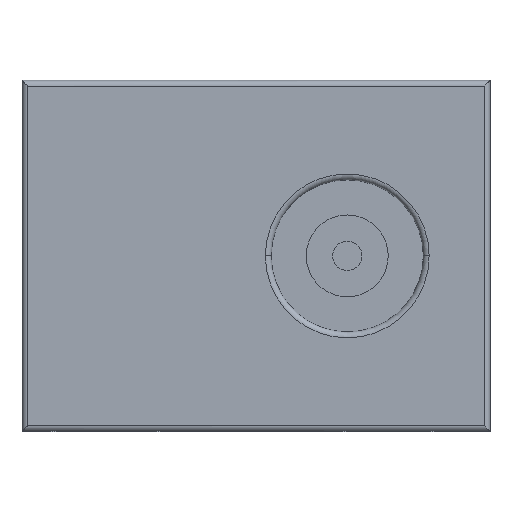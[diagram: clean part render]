
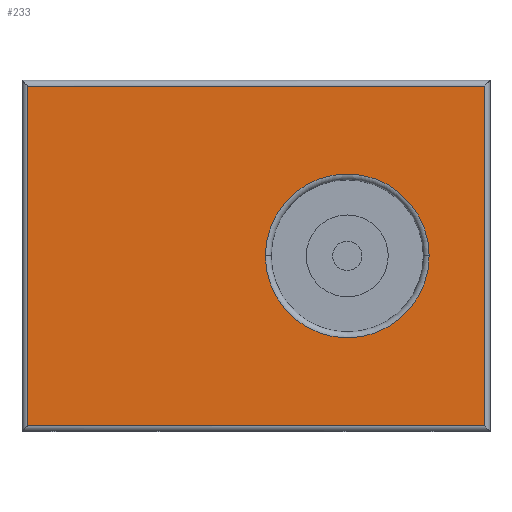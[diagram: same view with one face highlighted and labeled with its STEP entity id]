
A CAD part, top view. The second image highlights one B-rep face of the part: STEP entity #233.
In plain terms, the highlighted planar face has unit normal (0, 0, 1).
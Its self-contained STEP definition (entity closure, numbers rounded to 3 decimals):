
#90 = VECTOR ( 'NONE', #1040, 1000. ) ;
#186 = EDGE_LOOP ( 'NONE', ( #3374, #2200 ) ) ;
#233 = ADVANCED_FACE ( 'NONE', ( #4723, #6971 ), #4314, .T. ) ;
#506 = LINE ( 'NONE', #5620, #6376 ) ;
#568 = LINE ( 'NONE', #1180, #4360 ) ;
#820 = DIRECTION ( 'NONE',  ( 1., 0., 0. ) ) ;
#1040 = DIRECTION ( 'NONE',  ( 0., 1., 0. ) ) ;
#1180 = CARTESIAN_POINT ( 'NONE',  ( 2., -1.44, 2.6 ) ) ;
#1223 = EDGE_CURVE ( 'NONE', #3887, #4499, #5787, .T. ) ;
#1418 = VERTEX_POINT ( 'NONE', #5335 ) ;
#1451 = DIRECTION ( 'NONE',  ( 1., 0., 0. ) ) ;
#1487 = CARTESIAN_POINT ( 'NONE',  ( -1.95, -1.44, 2.6 ) ) ;
#1575 = DIRECTION ( 'NONE',  ( 1., 0., 0. ) ) ;
#1835 = CARTESIAN_POINT ( 'NONE',  ( 1.48, 0.01, 2.6 ) ) ;
#1869 = CARTESIAN_POINT ( 'NONE',  ( 1.95, -1.44, 2.6 ) ) ;
#2023 = CARTESIAN_POINT ( 'NONE',  ( 1.95, 1.51, 2.6 ) ) ;
#2098 = ORIENTED_EDGE ( 'NONE', *, *, #4415, .T. ) ;
#2200 = ORIENTED_EDGE ( 'NONE', *, *, #6124, .T. ) ;
#2348 = VERTEX_POINT ( 'NONE', #3149 ) ;
#2362 = CIRCLE ( 'NONE', #4137, 0.7 ) ;
#2431 = ORIENTED_EDGE ( 'NONE', *, *, #6909, .T. ) ;
#2960 = EDGE_CURVE ( 'NONE', #1418, #2348, #506, .T. ) ;
#2973 = VECTOR ( 'NONE', #6228, 1000. ) ;
#3149 = CARTESIAN_POINT ( 'NONE',  ( -1.95, 1.46, 2.6 ) ) ;
#3179 = CARTESIAN_POINT ( 'NONE',  ( 0.08, 0.01, 2.6 ) ) ;
#3374 = ORIENTED_EDGE ( 'NONE', *, *, #1223, .T. ) ;
#3466 = ORIENTED_EDGE ( 'NONE', *, *, #4956, .T. ) ;
#3499 = LINE ( 'NONE', #3960, #2973 ) ;
#3522 = AXIS2_PLACEMENT_3D ( 'NONE', #6774, #5602, #6702 ) ;
#3716 = EDGE_LOOP ( 'NONE', ( #3466, #5003, #2098, #2431 ) ) ;
#3782 = DIRECTION ( 'NONE',  ( 0., 0., -1. ) ) ;
#3785 = DIRECTION ( 'NONE',  ( -1., 0., 0. ) ) ;
#3815 = CARTESIAN_POINT ( 'NONE',  ( 0.78, 0.01, 2.6 ) ) ;
#3820 = LINE ( 'NONE', #2023, #90 ) ;
#3864 = VERTEX_POINT ( 'NONE', #1869 ) ;
#3887 = VERTEX_POINT ( 'NONE', #1835 ) ;
#3960 = CARTESIAN_POINT ( 'NONE',  ( -1.95, -1.49, 2.6 ) ) ;
#4137 = AXIS2_PLACEMENT_3D ( 'NONE', #3815, #3782, #1451 ) ;
#4314 = PLANE ( 'NONE',  #5561 ) ;
#4360 = VECTOR ( 'NONE', #1575, 1000. ) ;
#4415 = EDGE_CURVE ( 'NONE', #2348, #6103, #3499, .T. ) ;
#4499 = VERTEX_POINT ( 'NONE', #3179 ) ;
#4723 = FACE_BOUND ( 'NONE', #186, .T. ) ;
#4809 = DIRECTION ( 'NONE',  ( 0., 0., 1. ) ) ;
#4956 = EDGE_CURVE ( 'NONE', #3864, #1418, #3820, .T. ) ;
#5003 = ORIENTED_EDGE ( 'NONE', *, *, #2960, .T. ) ;
#5335 = CARTESIAN_POINT ( 'NONE',  ( 1.95, 1.46, 2.6 ) ) ;
#5561 = AXIS2_PLACEMENT_3D ( 'NONE', #5863, #4809, #820 ) ;
#5602 = DIRECTION ( 'NONE',  ( 0., 0., -1. ) ) ;
#5620 = CARTESIAN_POINT ( 'NONE',  ( -2., 1.46, 2.6 ) ) ;
#5787 = CIRCLE ( 'NONE', #3522, 0.7 ) ;
#5863 = CARTESIAN_POINT ( 'NONE',  ( 0., 0.01, 2.6 ) ) ;
#6103 = VERTEX_POINT ( 'NONE', #1487 ) ;
#6124 = EDGE_CURVE ( 'NONE', #4499, #3887, #2362, .T. ) ;
#6228 = DIRECTION ( 'NONE',  ( 0., -1., 0. ) ) ;
#6376 = VECTOR ( 'NONE', #3785, 1000. ) ;
#6702 = DIRECTION ( 'NONE',  ( 1., 0., 0. ) ) ;
#6774 = CARTESIAN_POINT ( 'NONE',  ( 0.78, 0.01, 2.6 ) ) ;
#6909 = EDGE_CURVE ( 'NONE', #6103, #3864, #568, .T. ) ;
#6971 = FACE_OUTER_BOUND ( 'NONE', #3716, .T. ) ;
